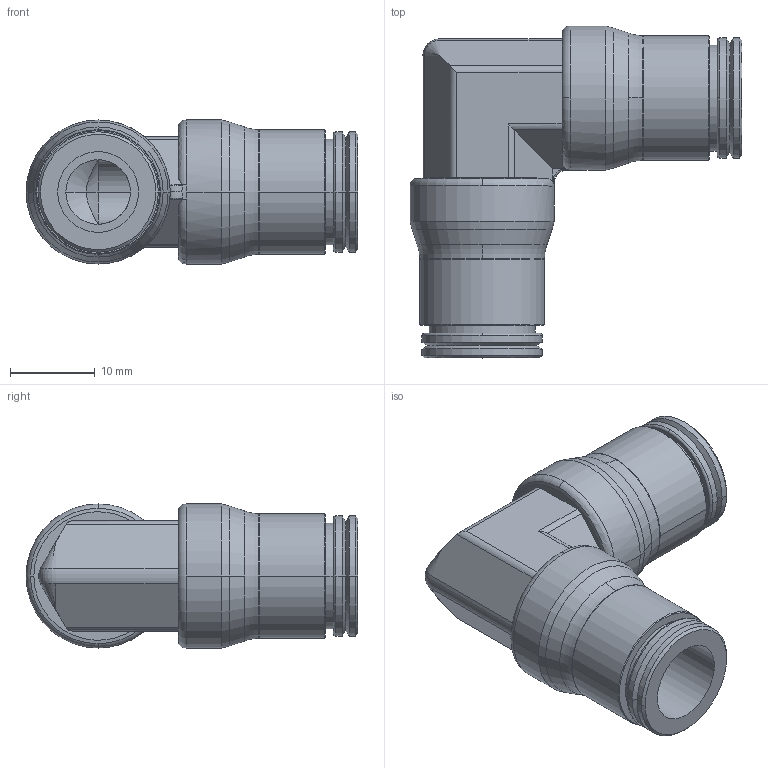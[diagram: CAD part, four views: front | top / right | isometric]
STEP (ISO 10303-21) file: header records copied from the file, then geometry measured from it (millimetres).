
FILE_DESCRIPTION(('STEP AP214'),'1');
FILE_NAME('3802_60_00.stp','2016-07-07T14:26:40',('TraceParts'),('TraceParts S.A.'),'Spatial InterOp 3D',' ',' ');
FILE_SCHEMA(('automotive_design'));
Length unit declared in the file: millimetre
Products named in the file (1): 1
Bounding box: 39.16 x 39.16 x 17 mm (x, y, z)
Volume: 6621.3 mm3; surface area: 5108.7 mm2
Topology: 1 solids, 1 shells, 125 faces, 313 edges, 190 vertices
Faces by surface type: cylinder 44, cone 34, plane 24, torus 23
Entity records: 3971 total; most frequent: CARTESIAN_POINT 929, DIRECTION 690, ORIENTED_EDGE 614, EDGE_CURVE 307, AXIS2_PLACEMENT_3D 287, VERTEX_POINT 190, CIRCLE 155, EDGE_LOOP 133
